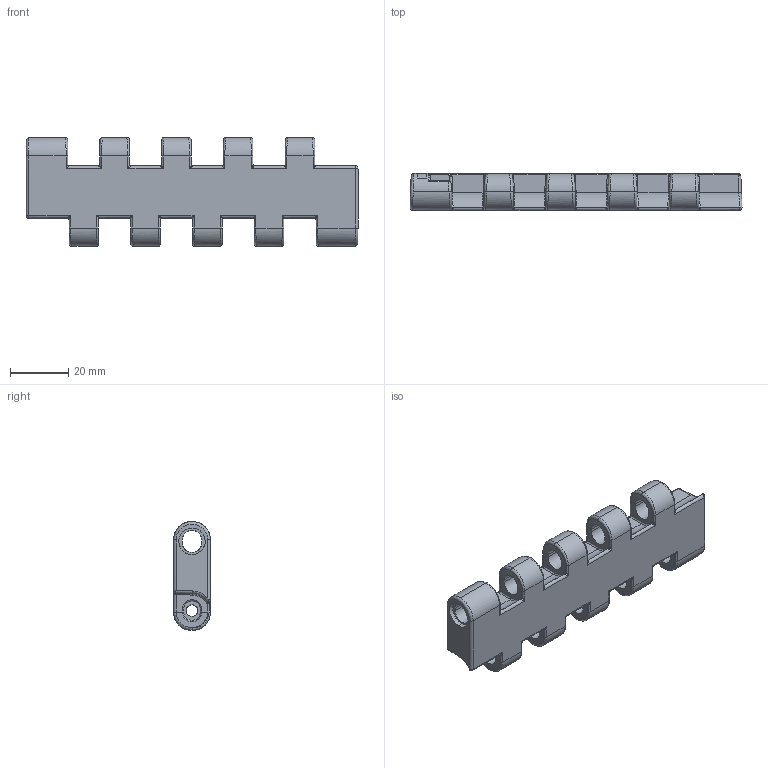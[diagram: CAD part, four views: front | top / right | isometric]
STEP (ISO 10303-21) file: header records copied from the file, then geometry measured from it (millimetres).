
FILE_DESCRIPTION (( 'STEP AP214' ), '1' );
FILE_NAME ('LF9255MC.0134.2.STEP', '2021-03-12T08:18:02', ( '' ), ( '' ), 'SwSTEP 2.0', 'SolidWorks 2019', '' );
FILE_SCHEMA (( 'AUTOMOTIVE_DESIGN' ));
Length unit declared in the file: millimetre
Products named in the file (1): LF9255MC.0134.2
Bounding box: 114.24 x 12.7 x 37.5 mm (x, y, z)
Volume: 23815.2 mm3; surface area: 14395.3 mm2
Topology: 1 solids, 1 shells, 823 faces, 2060 edges, 1164 vertices
Faces by surface type: bspline 344, cylinder 301, plane 141, torus 31, cone 3, sphere 3
Entity records: 35434 total; most frequent: CARTESIAN_POINT 19676, ORIENTED_EDGE 3988, DIRECTION 2475, EDGE_CURVE 1994, VERTEX_POINT 1164, AXIS2_PLACEMENT_3D 943, EDGE_LOOP 834, ADVANCED_FACE 823
